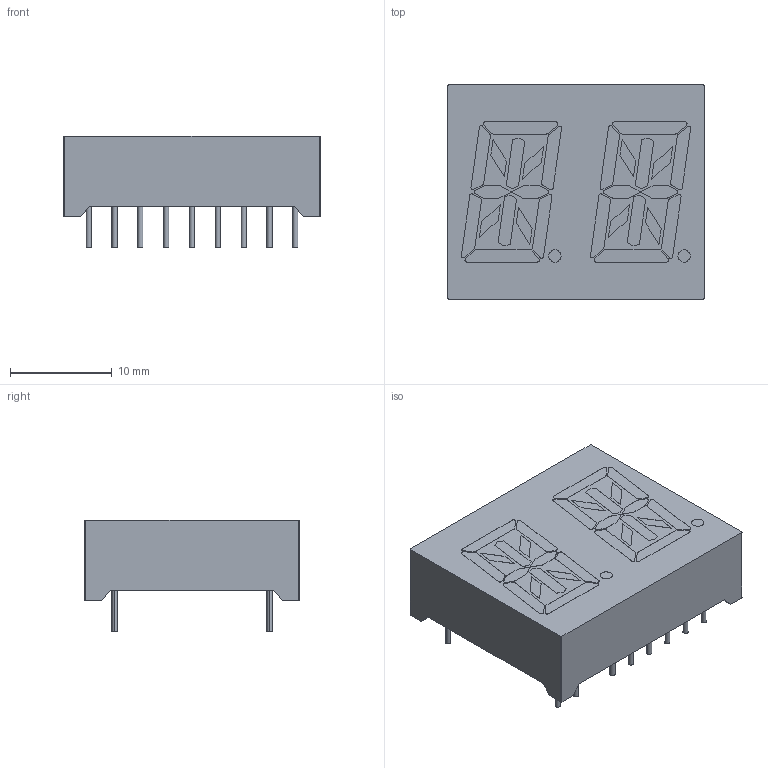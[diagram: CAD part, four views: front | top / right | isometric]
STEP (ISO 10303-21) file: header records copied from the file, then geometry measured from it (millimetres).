
FILE_DESCRIPTION (( 'STEP AP214' ), '1' );
FILE_NAME ('LED-SEG-TH_18P-L25.2-W21.1-P2.54-LS15.2-BL.step', '2022-07-08T11:43:38', ( '' ), ( '' ), 'SwSTEP 2.0', 'SolidWorks 2020', '' );
FILE_SCHEMA (( 'AUTOMOTIVE_DESIGN' ));
Length unit declared in the file: millimetre
Products named in the file (1): LED-SEG-TH_18P-L25.2-W21.1-P2.54-LS15.2-BL
Bounding box: 25.2 x 21.11 x 11 mm (x, y, z)
Volume: 3688.9 mm3; surface area: 1847.8 mm2
Topology: 1 solids, 1 shells, 594 faces, 1557 edges, 1038 vertices
Faces by surface type: plane 374, bspline 112, cylinder 108
Entity records: 25977 total; most frequent: CARTESIAN_POINT 5294, ORIENTED_EDGE 3114, DIRECTION 2511, EDGE_CURVE 1557, VECTOR 1113, LINE 1113, VERTEX_POINT 1038, AXIS2_PLACEMENT_3D 699
